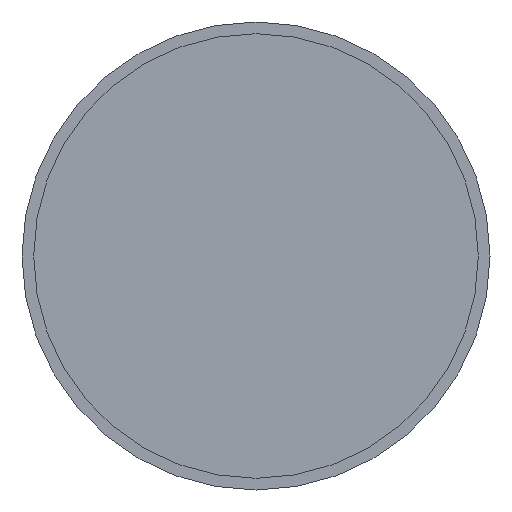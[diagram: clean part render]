
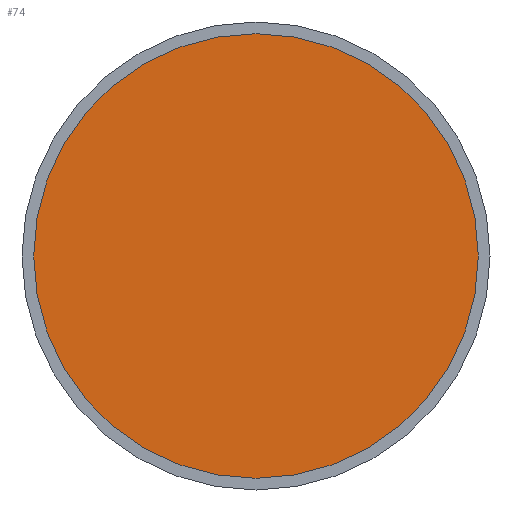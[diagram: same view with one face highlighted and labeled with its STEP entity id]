
A CAD part, front view. The second image highlights one B-rep face of the part: STEP entity #74.
In plain terms, the highlighted planar face has unit normal (0, -1, 0).
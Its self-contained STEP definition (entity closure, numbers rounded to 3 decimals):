
#74 = ADVANCED_FACE( '', ( #165 ), #166, .F. );
#165 = FACE_OUTER_BOUND( '', #305, .T. );
#166 = PLANE( '', #306 );
#305 = EDGE_LOOP( '', ( #441 ) );
#306 = AXIS2_PLACEMENT_3D( '', #442, #443, #444 );
#441 = ORIENTED_EDGE( '', *, *, #599, .T. );
#442 = CARTESIAN_POINT( '', ( 38., 3., 0. ) );
#443 = DIRECTION( '', ( 0., 1., 0. ) );
#444 = DIRECTION( '', ( 0., 0., 1. ) );
#599 = EDGE_CURVE( '', #694, #694, #695, .T. );
#694 = VERTEX_POINT( '', #812 );
#695 = CIRCLE( '', #813, 38. );
#812 = CARTESIAN_POINT( '', ( 0., 3., -38. ) );
#813 = AXIS2_PLACEMENT_3D( '', #908, #909, #910 );
#908 = CARTESIAN_POINT( '', ( 0., 3., 0. ) );
#909 = DIRECTION( '', ( 0., -1., 0. ) );
#910 = DIRECTION( '', ( 0., 0., -1. ) );
